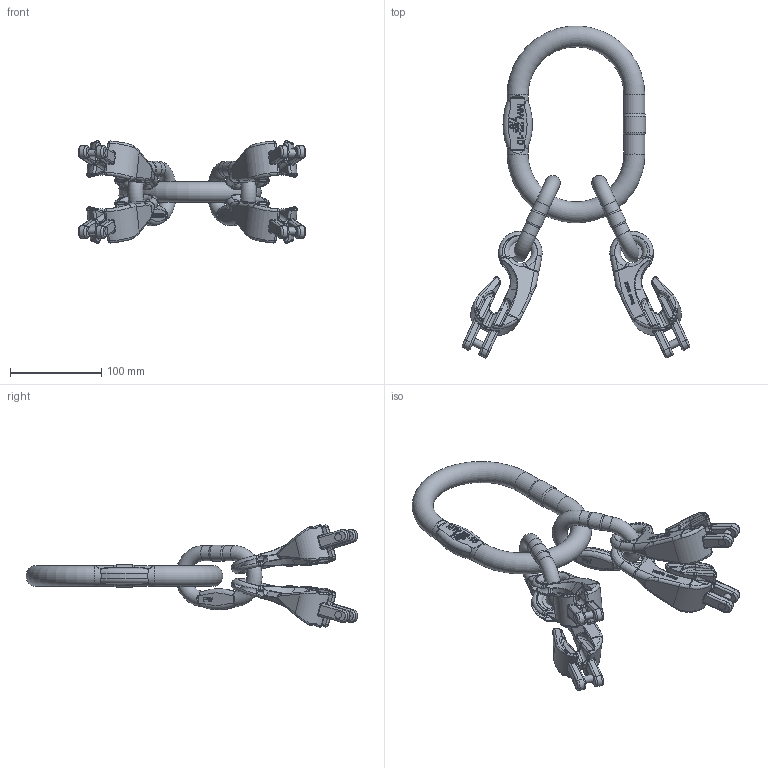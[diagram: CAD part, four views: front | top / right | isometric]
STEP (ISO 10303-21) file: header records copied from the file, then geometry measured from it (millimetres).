
FILE_DESCRIPTION(/* description */ (''),/* implementation_level */ '2;1');
FILE_NAME(/* name */ 'VMXKW4-7_8 Kundenmdoell.stp',/* time_stamp */ '2017-11-10T07:48:50+01:00',/* author */ (''),/* organization */ (''),/* preprocessor_version */ 'ST-DEVELOPER v16',/* originating_system */ 'SIEMENS PLM Software NX 11.0',/* authorisation */ '');
FILE_SCHEMA (('AUTOMOTIVE_DESIGN { 1 0 10303 214 3 1 1 1 }'));
Length unit declared in the file: millimetre
Products named in the file (1): zer2024C0C46viy
Bounding box: 249.91 x 363.97 x 112.16 mm (x, y, z)
Volume: 681145.1 mm3; surface area: 147593.6 mm2
Topology: 11 solids, 11 shells, 2292 faces, 5764 edges, 3546 vertices
Faces by surface type: plane 718, extrusion 481, bspline 464, cylinder 425, torus 134, sphere 48, cone 22
Full cylindrical faces by diameter (mm): 8 x12, 16.5 x4, 17.738 x2, 23 x4, 24.725 x1
Entity records: 84242 total; most frequent: CARTESIAN_POINT 34289, ORIENTED_EDGE 11354, DIRECTION 8392, EDGE_CURVE 5677, VERTEX_POINT 3534, AXIS2_PLACEMENT_3D 2880, VECTOR 2632, EDGE_LOOP 2449
